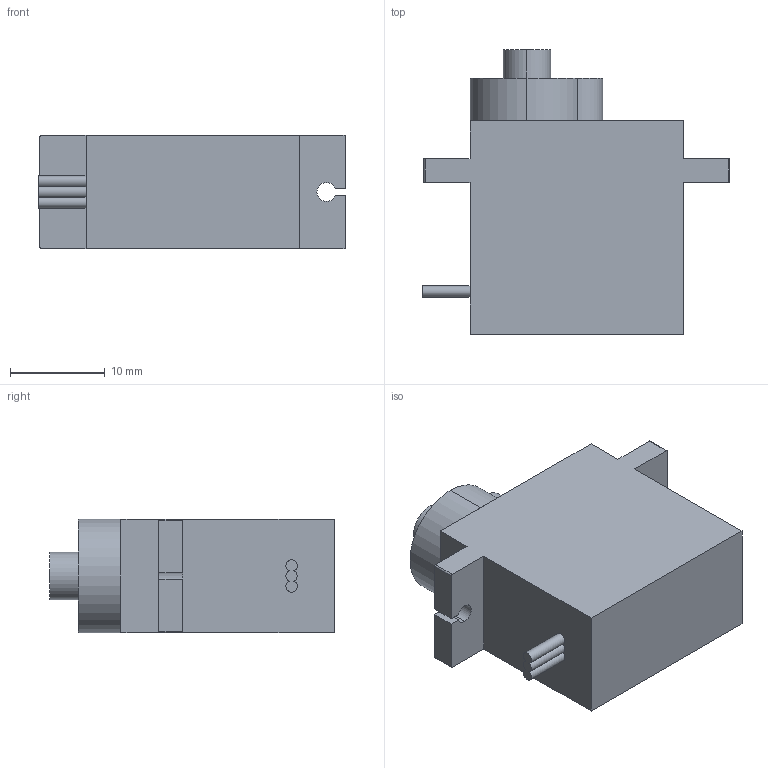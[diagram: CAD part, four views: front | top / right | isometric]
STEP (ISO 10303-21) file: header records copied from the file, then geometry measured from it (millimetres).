
FILE_DESCRIPTION (( 'STEP AP214' ), '1' );
FILE_NAME ('Turnigy TG9e 9g_Servomotor.STEP', '2020-04-30T04:50:29', ( '' ), ( '' ), 'SwSTEP 2.0', 'SolidWorks 2019', '' );
FILE_SCHEMA (( 'AUTOMOTIVE_DESIGN' ));
Length unit declared in the file: millimetre
Products named in the file (1): Turnigy TG9e 9g_Servomotor
Bounding box: 32.35 x 30 x 12 mm (x, y, z)
Volume: 6968 mm3; surface area: 2679.9 mm2
Topology: 1 solids, 1 shells, 49 faces, 127 edges, 83 vertices
Faces by surface type: plane 26, cylinder 23
Entity records: 1652 total; most frequent: DIRECTION 274, CARTESIAN_POINT 260, ORIENTED_EDGE 254, EDGE_CURVE 127, AXIS2_PLACEMENT_3D 97, VERTEX_POINT 83, VECTOR 80, LINE 80
